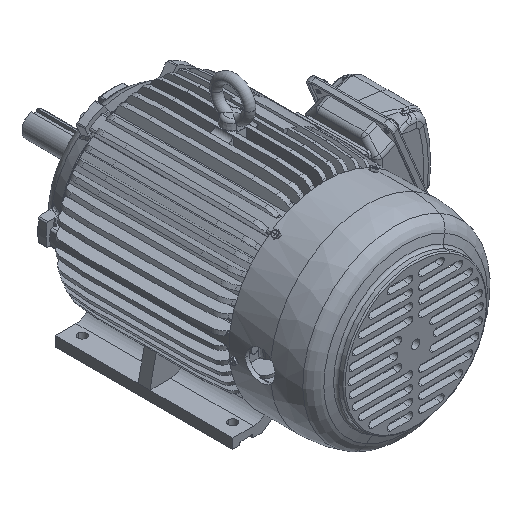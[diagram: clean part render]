
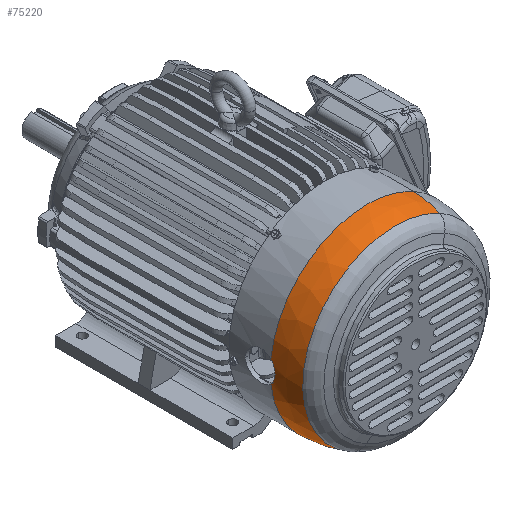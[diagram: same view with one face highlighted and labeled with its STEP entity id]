
A CAD part, isometric view. The second image highlights one B-rep face of the part: STEP entity #75220.
In plain terms, the highlighted spherical face has radius 163.5 mm.
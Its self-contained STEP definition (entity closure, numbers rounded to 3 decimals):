
#70014=CARTESIAN_POINT('Axis2P3D Location',(0.,-227.,0.)) ;
#70023=CARTESIAN_POINT('Vertex',(-78.386,-227.,-143.485)) ;
#70030=CARTESIAN_POINT('Vertex',(-74.953,-274.855,-137.201)) ;
#70033=CARTESIAN_POINT('Axis2P3D Location',(0.,-227.,0.)) ;
#70054=CARTESIAN_POINT('Vertex',(74.953,-274.855,137.201)) ;
#70085=CARTESIAN_POINT('Axis2P3D Location',(0.,-274.855,0.)) ;
#73833=CARTESIAN_POINT('Vertex',(-162.469,-227.,-18.33)) ;
#73837=CARTESIAN_POINT('Control Point',(-162.469,-227.,-18.33)) ;
#73838=CARTESIAN_POINT('Control Point',(-162.863,-230.766,-14.838)) ;
#73839=CARTESIAN_POINT('Control Point',(-163.157,-233.584,-10.302)) ;
#73840=CARTESIAN_POINT('Control Point',(-163.304,-235.,-5.148)) ;
#73841=CARTESIAN_POINT('Control Point',(-163.304,-235.,0.)) ;
#73842=CARTESIAN_POINT('Vertex',(-163.304,-235.,0.)) ;
#74326=CARTESIAN_POINT('Control Point',(-162.469,-227.,18.33)) ;
#74327=CARTESIAN_POINT('Control Point',(-162.863,-230.766,14.838)) ;
#74328=CARTESIAN_POINT('Control Point',(-163.157,-233.584,10.302)) ;
#74329=CARTESIAN_POINT('Control Point',(-163.304,-235.,5.148)) ;
#74330=CARTESIAN_POINT('Control Point',(-163.304,-235.,0.)) ;
#74331=CARTESIAN_POINT('Vertex',(-162.469,-227.,18.33)) ;
#75194=CARTESIAN_POINT('Axis2P3D Location',(0.,-227.,0.)) ;
#75199=CARTESIAN_POINT('Axis2P3D Location',(0.,-227.,0.)) ;
#75203=CARTESIAN_POINT('Vertex',(78.386,-227.,143.485)) ;
#75206=CARTESIAN_POINT('Axis2P3D Location',(0.,-227.,0.)) ;
#70015=DIRECTION('Axis2P3D Direction',(-0.,1.,0.)) ;
#70016=DIRECTION('Axis2P3D XDirection',(0.479,0.,0.878)) ;
#70034=DIRECTION('Axis2P3D Direction',(0.878,0.,-0.479)) ;
#70086=DIRECTION('Axis2P3D Direction',(-0.,1.,0.)) ;
#75195=DIRECTION('Axis2P3D Direction',(-0.,1.,0.)) ;
#75200=DIRECTION('Axis2P3D Direction',(-0.878,0.,0.479)) ;
#75207=DIRECTION('Axis2P3D Direction',(-0.,1.,0.)) ;
#70017=AXIS2_PLACEMENT_3D('Sphere Axis2P3D',#70014,#70015,#70016) ;
#70035=AXIS2_PLACEMENT_3D('Circle Axis2P3D',#70033,#70034,$) ;
#70087=AXIS2_PLACEMENT_3D('Circle Axis2P3D',#70085,#70086,$) ;
#75196=AXIS2_PLACEMENT_3D('Circle Axis2P3D',#75194,#75195,$) ;
#75201=AXIS2_PLACEMENT_3D('Circle Axis2P3D',#75199,#75200,$) ;
#75208=AXIS2_PLACEMENT_3D('Circle Axis2P3D',#75206,#75207,$) ;
#75212=ORIENTED_EDGE('',*,*,#75198,.F.) ;
#75213=ORIENTED_EDGE('',*,*,#70037,.T.) ;
#75214=ORIENTED_EDGE('',*,*,#70089,.T.) ;
#75215=ORIENTED_EDGE('',*,*,#75205,.F.) ;
#75216=ORIENTED_EDGE('',*,*,#75210,.F.) ;
#75217=ORIENTED_EDGE('',*,*,#74333,.T.) ;
#75218=ORIENTED_EDGE('',*,*,#73844,.F.) ;
#75220=ADVANCED_FACE('31407C370.1',(#75219),#70018,.T.) ;
#73836=B_SPLINE_CURVE_WITH_KNOTS('',4,(#73837,#73838,#73839,#73840,#73841),.UNSPECIFIED.,.F.,.U.,(5,5),(0.,29.138),.UNSPECIFIED.) ;
#74325=B_SPLINE_CURVE_WITH_KNOTS('',4,(#74326,#74327,#74328,#74329,#74330),.UNSPECIFIED.,.F.,.U.,(5,5),(0.,29.138),.UNSPECIFIED.) ;
#70036=CIRCLE('generated circle',#70035,163.5) ;
#70088=CIRCLE('generated circle',#70087,156.34) ;
#75197=CIRCLE('generated circle',#75196,163.5) ;
#75202=CIRCLE('generated circle',#75201,163.5) ;
#75209=CIRCLE('generated circle',#75208,163.5) ;
#70037=EDGE_CURVE('',#70024,#70031,#70036,.F.) ;
#70089=EDGE_CURVE('',#70031,#70055,#70088,.T.) ;
#73844=EDGE_CURVE('',#73834,#73843,#73836,.T.) ;
#74333=EDGE_CURVE('',#74332,#73843,#74325,.T.) ;
#75198=EDGE_CURVE('',#70024,#73834,#75197,.T.) ;
#75205=EDGE_CURVE('',#75204,#70055,#75202,.F.) ;
#75210=EDGE_CURVE('',#74332,#75204,#75209,.T.) ;
#75211=EDGE_LOOP('',(#75212,#75213,#75214,#75215,#75216,#75217,#75218)) ;
#75219=FACE_OUTER_BOUND('',#75211,.T.) ;
#70018=SPHERICAL_SURFACE('',#70017,163.5) ;
#70024=VERTEX_POINT('',#70023) ;
#70031=VERTEX_POINT('',#70030) ;
#70055=VERTEX_POINT('',#70054) ;
#73834=VERTEX_POINT('',#73833) ;
#73843=VERTEX_POINT('',#73842) ;
#74332=VERTEX_POINT('',#74331) ;
#75204=VERTEX_POINT('',#75203) ;
